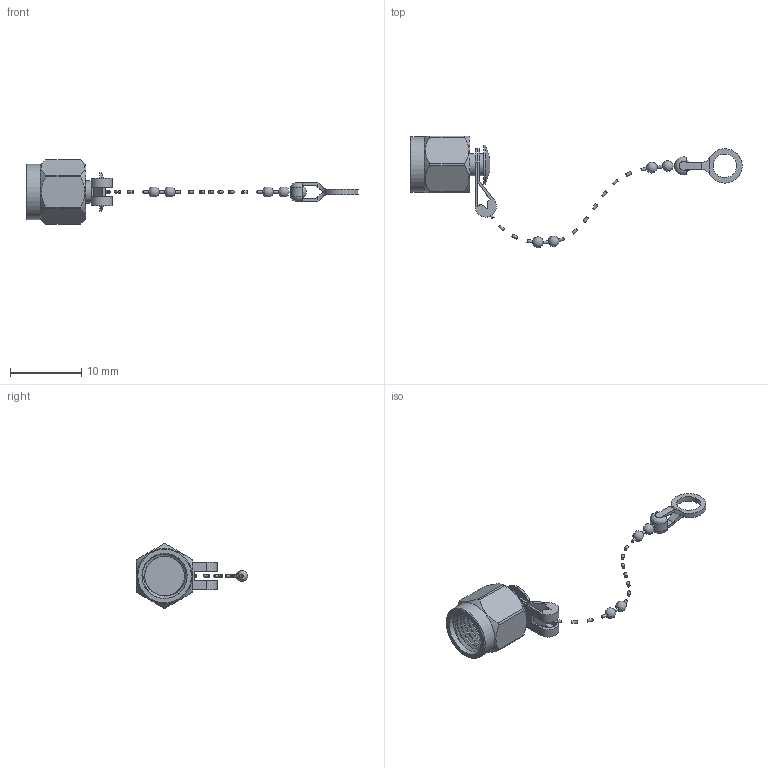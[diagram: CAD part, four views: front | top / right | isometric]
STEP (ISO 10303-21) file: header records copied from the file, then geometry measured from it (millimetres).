
FILE_DESCRIPTION (( 'STEP AP203' ), '1' );
FILE_NAME ('SC2023_3D.step', '2021-03-23T21:44:30', ( '' ), ( '' ), 'SwSTEP 2.0', 'SolidWorks 2020', '' );
FILE_SCHEMA (( 'CONFIG_CONTROL_DESIGN' ));
Length unit declared in the file: inch
Products named in the file (1): SC2023_3D
Bounding box: 46.56 x 15.63 x 8.99 mm (x, y, z)
Volume: 371.7 mm3; surface area: 789.7 mm2
Topology: 12 solids, 12 shells, 139 faces, 341 edges, 227 vertices
Faces by surface type: plane 54, bspline 51, cylinder 30, cone 4
Full cylindrical faces by diameter (mm): 3.109 x3, 3.302 x1, 5.455 x1, 6.35 x6, 7.762 x1
Entity records: 8025 total; most frequent: CARTESIAN_POINT 5330, ORIENTED_EDGE 596, DIRECTION 405, EDGE_CURVE 298, VERTEX_POINT 221, EDGE_LOOP 177, FACE_OUTER_BOUND 137, AXIS2_PLACEMENT_3D 136
